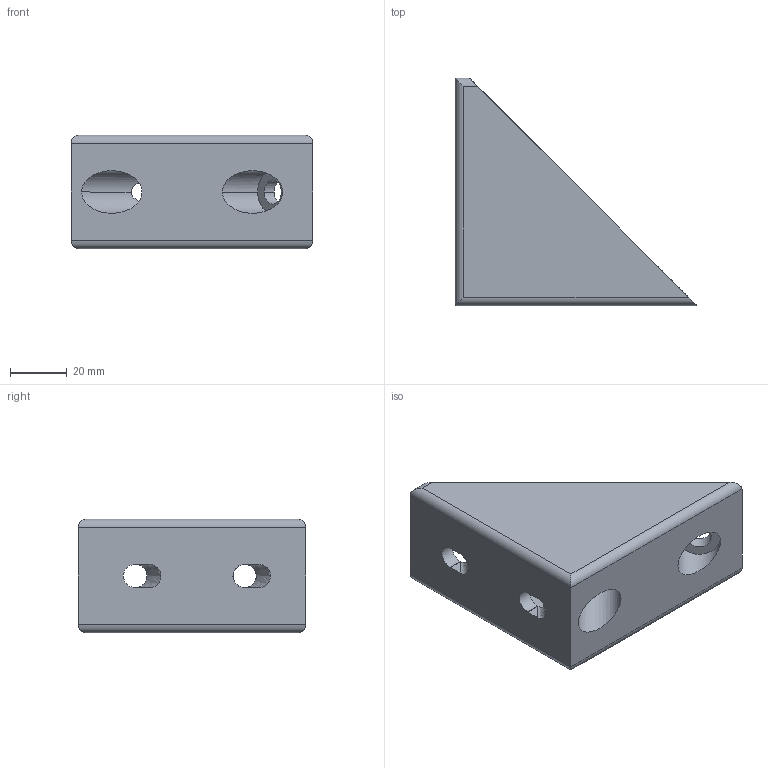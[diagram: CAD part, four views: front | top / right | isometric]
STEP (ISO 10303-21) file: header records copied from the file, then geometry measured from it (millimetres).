
FILE_DESCRIPTION (( 'STEP AP203' ), '1' );
FILE_NAME ('084.305.018.STEP', '2013-01-25T15:51:39', ( 'Alusic' ), ( 'Alusic' ), 'SwSTEP 2.0', 'SolidWorks 2011', '' );
FILE_SCHEMA (( 'CONFIG_CONTROL_DESIGN' ));
Length unit declared in the file: millimetre
Products named in the file (1): 084.305.018
Bounding box: 85 x 80 x 40 mm (x, y, z)
Volume: 52898.7 mm3; surface area: 31362.9 mm2
Topology: 1 solids, 1 shells, 144 faces, 370 edges, 206 vertices
Faces by surface type: cylinder 73, plane 28, bspline 23, sphere 20
Entity records: 5108 total; most frequent: CARTESIAN_POINT 1964, ORIENTED_EDGE 686, DIRECTION 596, EDGE_CURVE 343, AXIS2_PLACEMENT_3D 232, VERTEX_POINT 202, EDGE_LOOP 157, ADVANCED_FACE 144
